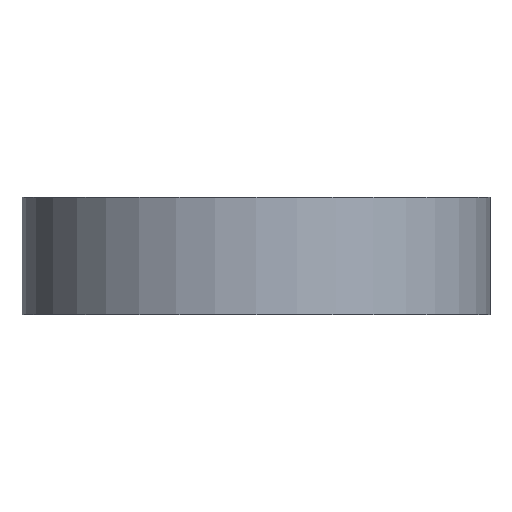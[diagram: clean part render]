
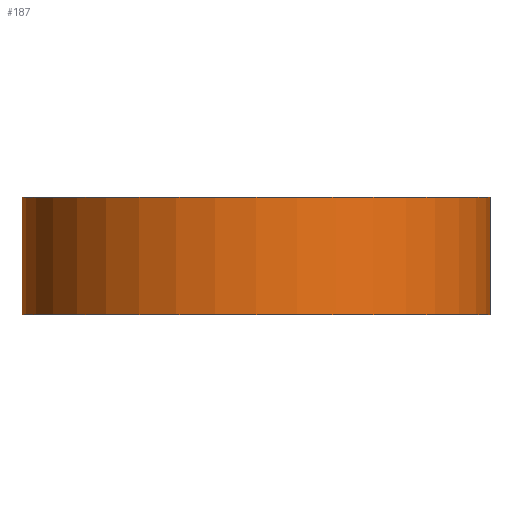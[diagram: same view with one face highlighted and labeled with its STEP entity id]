
A CAD part, front view. The second image highlights one B-rep face of the part: STEP entity #187.
In plain terms, the highlighted cylindrical face has radius 12.696 mm (diameter 25.392 mm), a partial arc.
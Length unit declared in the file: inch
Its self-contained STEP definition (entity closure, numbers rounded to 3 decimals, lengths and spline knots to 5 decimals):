
#32 = VERTEX_POINT ( 'NONE', #147 ) ;
#81 = VERTEX_POINT ( 'NONE', #244 ) ;
#89 = CARTESIAN_POINT ( 'NONE',  ( -0.49985, 0., 0. ) ) ;
#117 = CIRCLE ( 'NONE', #678, 0.49985 ) ;
#147 = CARTESIAN_POINT ( 'NONE',  ( -0.49985, 0., 0.25 ) ) ;
#187 = ADVANCED_FACE ( 'NONE', ( #805 ), #318, .T. ) ;
#244 = CARTESIAN_POINT ( 'NONE',  ( 0.49985, 0., 0. ) ) ;
#276 = VECTOR ( 'NONE', #438, 39.37008 ) ;
#318 = CYLINDRICAL_SURFACE ( 'NONE', #832, 0.49985 ) ;
#382 = DIRECTION ( 'NONE',  ( 1., 0., 0. ) ) ;
#383 = DIRECTION ( 'NONE',  ( 0., 0., 1. ) ) ;
#385 = CARTESIAN_POINT ( 'NONE',  ( 0., 0., 0. ) ) ;
#403 = DIRECTION ( 'NONE',  ( 1., 0., 0. ) ) ;
#405 = DIRECTION ( 'NONE',  ( 0., 0., 1. ) ) ;
#410 = VECTOR ( 'NONE', #442, 39.37008 ) ;
#414 = CARTESIAN_POINT ( 'NONE',  ( 0., 0., 0.25 ) ) ;
#415 = CARTESIAN_POINT ( 'NONE',  ( 0.49985, 0., 0.25 ) ) ;
#434 = LINE ( 'NONE', #461, #410 ) ;
#438 = DIRECTION ( 'NONE',  ( 0., 0., -1. ) ) ;
#442 = DIRECTION ( 'NONE',  ( 0., 0., -1. ) ) ;
#450 = EDGE_LOOP ( 'NONE', ( #563, #726, #634, #840 ) ) ;
#454 = CARTESIAN_POINT ( 'NONE',  ( 0.49985, 0., 0.25 ) ) ;
#461 = CARTESIAN_POINT ( 'NONE',  ( -0.49985, 0., 0.25 ) ) ;
#563 = ORIENTED_EDGE ( 'NONE', *, *, #606, .F. ) ;
#606 = EDGE_CURVE ( 'NONE', #643, #81, #649, .T. ) ;
#611 = EDGE_CURVE ( 'NONE', #32, #808, #434, .T. ) ;
#616 = EDGE_CURVE ( 'NONE', #32, #643, #117, .T. ) ;
#618 = CIRCLE ( 'NONE', #676, 0.49985 ) ;
#634 = ORIENTED_EDGE ( 'NONE', *, *, #611, .T. ) ;
#640 = EDGE_CURVE ( 'NONE', #808, #81, #618, .T. ) ;
#643 = VERTEX_POINT ( 'NONE', #415 ) ;
#649 = LINE ( 'NONE', #454, #276 ) ;
#676 = AXIS2_PLACEMENT_3D ( 'NONE', #385, #383, #382 ) ;
#678 = AXIS2_PLACEMENT_3D ( 'NONE', #414, #405, #403 ) ;
#726 = ORIENTED_EDGE ( 'NONE', *, *, #616, .F. ) ;
#764 = DIRECTION ( 'NONE',  ( -1., 0., 0. ) ) ;
#789 = DIRECTION ( 'NONE',  ( 0., 0., -1. ) ) ;
#805 = FACE_OUTER_BOUND ( 'NONE', #450, .T. ) ;
#808 = VERTEX_POINT ( 'NONE', #89 ) ;
#828 = CARTESIAN_POINT ( 'NONE',  ( 0., 0., 0.25 ) ) ;
#832 = AXIS2_PLACEMENT_3D ( 'NONE', #828, #789, #764 ) ;
#840 = ORIENTED_EDGE ( 'NONE', *, *, #640, .T. ) ;
